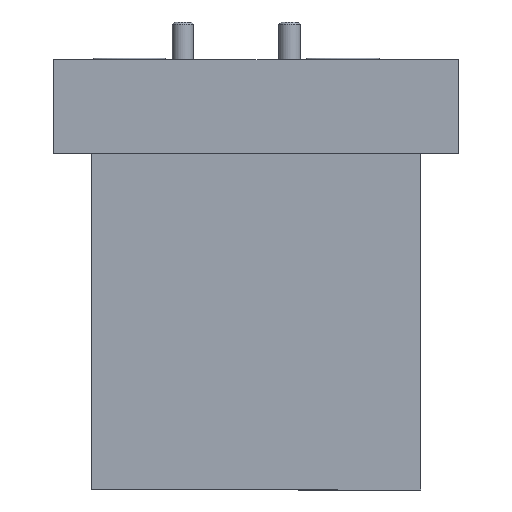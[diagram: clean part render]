
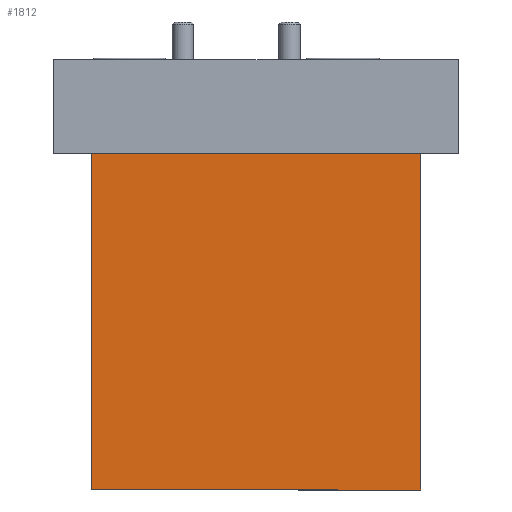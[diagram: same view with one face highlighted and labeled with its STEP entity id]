
A CAD part, front view. The second image highlights one B-rep face of the part: STEP entity #1812.
In plain terms, the highlighted planar face has unit normal (0, -1, 0).
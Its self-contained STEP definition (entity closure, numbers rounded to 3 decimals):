
#79 = VECTOR ( 'NONE', #4102, 1000. ) ;
#254 = VERTEX_POINT ( 'NONE', #5046 ) ;
#443 = DIRECTION ( 'NONE',  ( 0., 1., 0. ) ) ;
#623 = EDGE_LOOP ( 'NONE', ( #6777, #5577, #947, #3168 ) ) ;
#639 = LINE ( 'NONE', #2750, #1240 ) ;
#808 = DIRECTION ( 'NONE',  ( 0., 0., -1. ) ) ;
#871 = DIRECTION ( 'NONE',  ( 1., 0., 0. ) ) ;
#947 = ORIENTED_EDGE ( 'NONE', *, *, #5276, .F. ) ;
#967 = FACE_OUTER_BOUND ( 'NONE', #623, .T. ) ;
#1240 = VECTOR ( 'NONE', #871, 1000. ) ;
#1634 = VECTOR ( 'NONE', #808, 1000. ) ;
#1812 = ADVANCED_FACE ( 'NONE', ( #967 ), #2522, .F. ) ;
#1877 = DIRECTION ( 'NONE',  ( 0., 0., 1. ) ) ;
#2343 = CARTESIAN_POINT ( 'NONE',  ( 84.52, 31.079, 25.757 ) ) ;
#2463 = LINE ( 'NONE', #6132, #6226 ) ;
#2522 = PLANE ( 'NONE',  #5829 ) ;
#2581 = LINE ( 'NONE', #3622, #79 ) ;
#2750 = CARTESIAN_POINT ( 'NONE',  ( 84.52, 31.079, 125.769 ) ) ;
#3168 = ORIENTED_EDGE ( 'NONE', *, *, #6332, .F. ) ;
#3404 = LINE ( 'NONE', #4479, #1634 ) ;
#3622 = CARTESIAN_POINT ( 'NONE',  ( 84.52, 31.079, 25.757 ) ) ;
#3962 = CARTESIAN_POINT ( 'NONE',  ( -13.509, 31.079, 125.769 ) ) ;
#4102 = DIRECTION ( 'NONE',  ( -1., 0., 0. ) ) ;
#4146 = CARTESIAN_POINT ( 'NONE',  ( 84.52, 31.079, 25.757 ) ) ;
#4479 = CARTESIAN_POINT ( 'NONE',  ( 84.52, 31.079, 125.769 ) ) ;
#5046 = CARTESIAN_POINT ( 'NONE',  ( -13.509, 31.079, 25.757 ) ) ;
#5243 = EDGE_CURVE ( 'NONE', #6174, #6257, #639, .T. ) ;
#5276 = EDGE_CURVE ( 'NONE', #254, #6174, #2463, .T. ) ;
#5577 = ORIENTED_EDGE ( 'NONE', *, *, #5243, .F. ) ;
#5734 = VERTEX_POINT ( 'NONE', #2343 ) ;
#5829 = AXIS2_PLACEMENT_3D ( 'NONE', #4146, #443, #6755 ) ;
#6132 = CARTESIAN_POINT ( 'NONE',  ( -13.509, 31.079, 125.769 ) ) ;
#6136 = EDGE_CURVE ( 'NONE', #6257, #5734, #3404, .T. ) ;
#6174 = VERTEX_POINT ( 'NONE', #3962 ) ;
#6226 = VECTOR ( 'NONE', #1877, 1000. ) ;
#6256 = CARTESIAN_POINT ( 'NONE',  ( 84.52, 31.079, 125.769 ) ) ;
#6257 = VERTEX_POINT ( 'NONE', #6256 ) ;
#6332 = EDGE_CURVE ( 'NONE', #5734, #254, #2581, .T. ) ;
#6755 = DIRECTION ( 'NONE',  ( 0., 0., 1. ) ) ;
#6777 = ORIENTED_EDGE ( 'NONE', *, *, #6136, .F. ) ;
